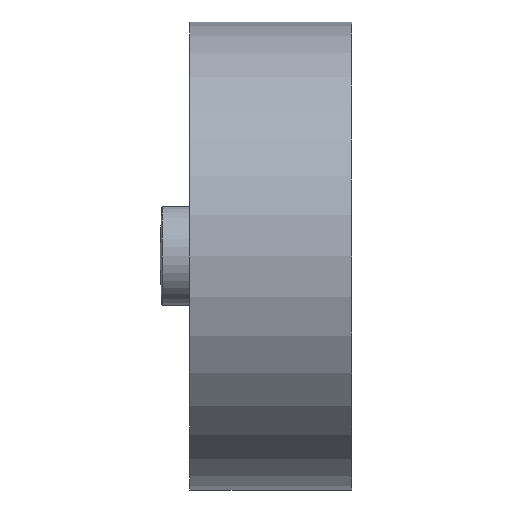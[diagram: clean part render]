
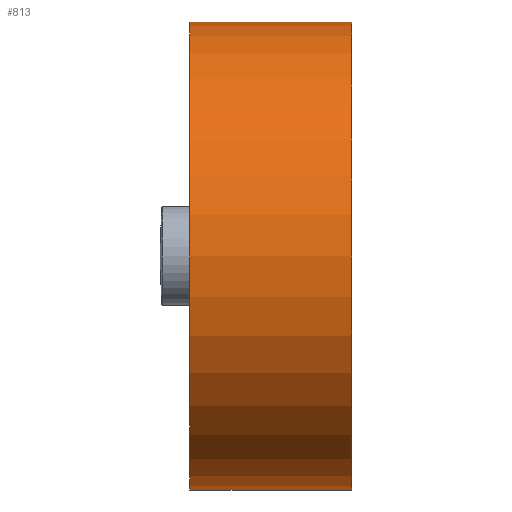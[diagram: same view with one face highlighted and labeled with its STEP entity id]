
A CAD part, left-side view. The second image highlights one B-rep face of the part: STEP entity #813.
In plain terms, the highlighted cylindrical face has radius 31.8 mm (diameter 63.6 mm), a full revolution.
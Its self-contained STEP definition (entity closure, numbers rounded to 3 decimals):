
#44=FACE_BOUND('',#112,.T.);
#64=B_SPLINE_CURVE_WITH_KNOTS('',3,(#1269,#1270,#1271,#1272,#1273,#1274,
#1275,#1276,#1277,#1278,#1279,#1280,#1281,#1282,#1283,#1284,#1285,#1286),
 .UNSPECIFIED.,.F.,.F.,(4,2,2,2,2,2,2,2,4),(2.269,2.553,
2.837,3.12,3.404,3.688,3.971,
4.255,4.539),.UNSPECIFIED.);
#65=B_SPLINE_CURVE_WITH_KNOTS('',3,(#1287,#1288,#1289,#1290,#1291,#1292,
#1293,#1294,#1295,#1296,#1297,#1298,#1299,#1300,#1301,#1302,#1303,#1304),
 .UNSPECIFIED.,.F.,.F.,(4,2,2,2,2,2,2,2,4),(4.539,4.822,
5.106,5.39,5.673,5.957,6.241,
6.524,6.808),.UNSPECIFIED.);
#66=FACE_OUTER_BOUND('',#111,.T.);
#111=EDGE_LOOP('',(#557,#558,#559,#560,#561,#562));
#112=EDGE_LOOP('',(#563,#564));
#176=LINE('',#1263,#228);
#228=VECTOR('',#990,31.8);
#280=CIRCLE('',#873,31.8);
#281=CIRCLE('',#874,31.8);
#282=CIRCLE('',#875,31.8);
#283=CIRCLE('',#876,31.8);
#346=VERTEX_POINT('',#1258);
#347=VERTEX_POINT('',#1259);
#348=VERTEX_POINT('',#1262);
#349=VERTEX_POINT('',#1264);
#350=VERTEX_POINT('',#1267);
#351=VERTEX_POINT('',#1268);
#437=EDGE_CURVE('',#346,#347,#280,.T.);
#438=EDGE_CURVE('',#347,#346,#281,.T.);
#439=EDGE_CURVE('',#347,#348,#176,.T.);
#440=EDGE_CURVE('',#348,#349,#282,.T.);
#441=EDGE_CURVE('',#349,#348,#283,.T.);
#442=EDGE_CURVE('',#350,#351,#64,.T.);
#443=EDGE_CURVE('',#351,#350,#65,.T.);
#557=ORIENTED_EDGE('',*,*,#437,.F.);
#558=ORIENTED_EDGE('',*,*,#438,.F.);
#559=ORIENTED_EDGE('',*,*,#439,.T.);
#560=ORIENTED_EDGE('',*,*,#440,.T.);
#561=ORIENTED_EDGE('',*,*,#441,.T.);
#562=ORIENTED_EDGE('',*,*,#439,.F.);
#563=ORIENTED_EDGE('',*,*,#442,.F.);
#564=ORIENTED_EDGE('',*,*,#443,.F.);
#797=CYLINDRICAL_SURFACE('',#872,31.8);
#813=ADVANCED_FACE('',(#66,#44),#797,.T.);
#872=AXIS2_PLACEMENT_3D('',#1257,#984,#985);
#873=AXIS2_PLACEMENT_3D('',#1260,#986,#987);
#874=AXIS2_PLACEMENT_3D('',#1261,#988,#989);
#875=AXIS2_PLACEMENT_3D('',#1265,#991,#992);
#876=AXIS2_PLACEMENT_3D('',#1266,#993,#994);
#984=DIRECTION('center_axis',(0.,-1.,0.));
#985=DIRECTION('ref_axis',(0.,0.,-1.));
#986=DIRECTION('center_axis',(0.,-1.,0.));
#987=DIRECTION('ref_axis',(0.,0.,-1.));
#988=DIRECTION('center_axis',(0.,-1.,0.));
#989=DIRECTION('ref_axis',(0.,0.,-1.));
#990=DIRECTION('',(0.,1.,0.));
#991=DIRECTION('center_axis',(0.,-1.,0.));
#992=DIRECTION('ref_axis',(0.,0.,-1.));
#993=DIRECTION('center_axis',(0.,-1.,0.));
#994=DIRECTION('ref_axis',(0.,0.,-1.));
#1257=CARTESIAN_POINT('Origin',(0.,0.,0.));
#1258=CARTESIAN_POINT('',(0.,0.,-31.8));
#1259=CARTESIAN_POINT('',(0.,0.,31.8));
#1260=CARTESIAN_POINT('Origin',(0.,0.,0.));
#1261=CARTESIAN_POINT('Origin',(0.,0.,0.));
#1262=CARTESIAN_POINT('',(0.,22.,31.8));
#1263=CARTESIAN_POINT('',(0.,0.,31.8));
#1264=CARTESIAN_POINT('',(0.,22.,-31.8));
#1265=CARTESIAN_POINT('Origin',(0.,22.,0.));
#1266=CARTESIAN_POINT('Origin',(0.,22.,0.));
#1267=CARTESIAN_POINT('',(30.903,11.,-7.5));
#1268=CARTESIAN_POINT('',(30.903,11.,7.5));
#1269=CARTESIAN_POINT('Ctrl Pts',(30.903,11.,-7.5));
#1270=CARTESIAN_POINT('Ctrl Pts',(30.903,11.946,-7.5));
#1271=CARTESIAN_POINT('Ctrl Pts',(30.951,12.952,-7.31));
#1272=CARTESIAN_POINT('Ctrl Pts',(31.122,14.798,-6.544));
#1273=CARTESIAN_POINT('Ctrl Pts',(31.242,15.639,-5.967));
#1274=CARTESIAN_POINT('Ctrl Pts',(31.467,16.967,-4.639));
#1275=CARTESIAN_POINT('Ctrl Pts',(31.586,17.544,-3.798));
#1276=CARTESIAN_POINT('Ctrl Pts',(31.754,18.31,-1.952));
#1277=CARTESIAN_POINT('Ctrl Pts',(31.8,18.5,-0.946));
#1278=CARTESIAN_POINT('Ctrl Pts',(31.8,18.5,0.946));
#1279=CARTESIAN_POINT('Ctrl Pts',(31.754,18.31,1.952));
#1280=CARTESIAN_POINT('Ctrl Pts',(31.586,17.544,3.798));
#1281=CARTESIAN_POINT('Ctrl Pts',(31.467,16.967,4.639));
#1282=CARTESIAN_POINT('Ctrl Pts',(31.242,15.639,5.967));
#1283=CARTESIAN_POINT('Ctrl Pts',(31.122,14.798,6.544));
#1284=CARTESIAN_POINT('Ctrl Pts',(30.951,12.952,7.31));
#1285=CARTESIAN_POINT('Ctrl Pts',(30.903,11.946,7.5));
#1286=CARTESIAN_POINT('Ctrl Pts',(30.903,11.,7.5));
#1287=CARTESIAN_POINT('Ctrl Pts',(30.903,11.,7.5));
#1288=CARTESIAN_POINT('Ctrl Pts',(30.903,10.054,7.5));
#1289=CARTESIAN_POINT('Ctrl Pts',(30.951,9.048,7.31));
#1290=CARTESIAN_POINT('Ctrl Pts',(31.122,7.202,6.544));
#1291=CARTESIAN_POINT('Ctrl Pts',(31.242,6.361,5.967));
#1292=CARTESIAN_POINT('Ctrl Pts',(31.467,5.033,4.639));
#1293=CARTESIAN_POINT('Ctrl Pts',(31.586,4.456,3.798));
#1294=CARTESIAN_POINT('Ctrl Pts',(31.754,3.69,1.952));
#1295=CARTESIAN_POINT('Ctrl Pts',(31.8,3.5,0.946));
#1296=CARTESIAN_POINT('Ctrl Pts',(31.8,3.5,-0.946));
#1297=CARTESIAN_POINT('Ctrl Pts',(31.754,3.69,-1.952));
#1298=CARTESIAN_POINT('Ctrl Pts',(31.586,4.456,-3.798));
#1299=CARTESIAN_POINT('Ctrl Pts',(31.467,5.033,-4.639));
#1300=CARTESIAN_POINT('Ctrl Pts',(31.242,6.361,-5.967));
#1301=CARTESIAN_POINT('Ctrl Pts',(31.122,7.202,-6.544));
#1302=CARTESIAN_POINT('Ctrl Pts',(30.951,9.048,-7.31));
#1303=CARTESIAN_POINT('Ctrl Pts',(30.903,10.054,-7.5));
#1304=CARTESIAN_POINT('Ctrl Pts',(30.903,11.,-7.5));
